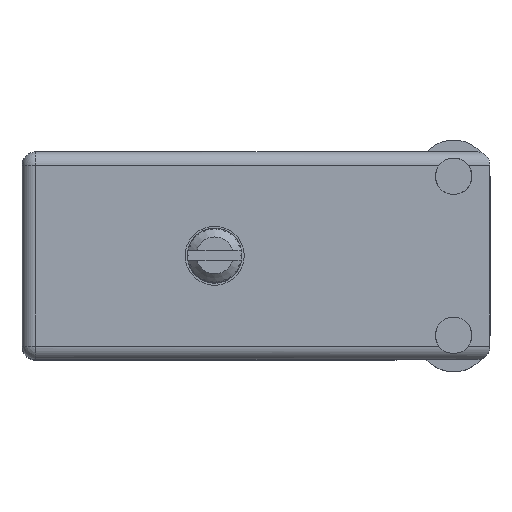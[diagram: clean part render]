
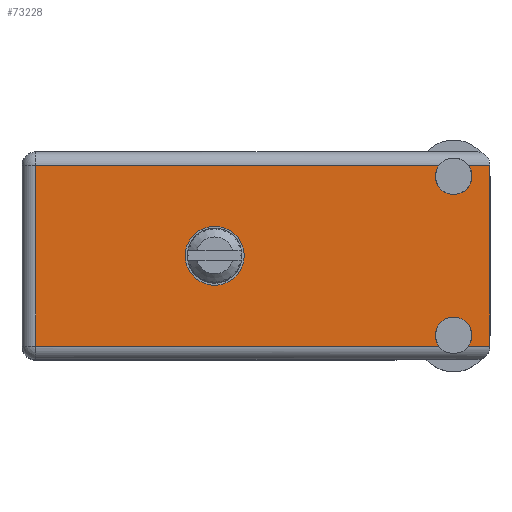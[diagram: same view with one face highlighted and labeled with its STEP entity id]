
A CAD part, top view. The second image highlights one B-rep face of the part: STEP entity #73228.
In plain terms, the highlighted face is planar.
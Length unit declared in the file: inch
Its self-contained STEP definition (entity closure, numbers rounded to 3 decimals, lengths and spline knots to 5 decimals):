
#5 = AXIS2_PLACEMENT_3D ( 'NONE', #102595, #87884, #160400 ) ;
#1200 = ORIENTED_EDGE ( 'NONE', *, *, #169417, .T. ) ;
#1689 = LINE ( 'NONE', #12526, #129588 ) ;
#8146 = DIRECTION ( 'NONE',  ( -1., 0., 0. ) ) ;
#9838 = FACE_BOUND ( 'NONE', #10813, .T. ) ;
#10171 = AXIS2_PLACEMENT_3D ( 'NONE', #93521, #147733, #23252 ) ;
#10813 = EDGE_LOOP ( 'NONE', ( #46572, #121609 ) ) ;
#12526 = CARTESIAN_POINT ( 'NONE',  ( 1.609, 0.906, -0.047 ) ) ;
#14103 = LINE ( 'NONE', #176347, #108876 ) ;
#15953 = CIRCLE ( 'NONE', #159011, 0.0625 ) ;
#16497 = CARTESIAN_POINT ( 'NONE',  ( 0.047, 0.906, -0.668 ) ) ;
#18419 = DIRECTION ( 'NONE',  ( 0., 0., 1. ) ) ;
#19020 = AXIS2_PLACEMENT_3D ( 'NONE', #137787, #53355, #151896 ) ;
#22524 = CARTESIAN_POINT ( 'NONE',  ( 1.484, 0.906, -0.1465 ) ) ;
#23252 = DIRECTION ( 'NONE',  ( 0., 0., 1. ) ) ;
#23397 = VERTEX_POINT ( 'NONE', #167602 ) ;
#26415 = DIRECTION ( 'NONE',  ( -1., 0., 0. ) ) ;
#28637 = CARTESIAN_POINT ( 'NONE',  ( 1.484, 0.906, -0.631 ) ) ;
#32669 = CARTESIAN_POINT ( 'NONE',  ( 0.6625, 0.906, -0.3575 ) ) ;
#33218 = CARTESIAN_POINT ( 'NONE',  ( 1.609, 0.906, 0. ) ) ;
#33400 = EDGE_CURVE ( 'NONE', #70523, #180832, #86927, .T. ) ;
#34996 = EDGE_CURVE ( 'NONE', #154560, #152842, #15953, .T. ) ;
#38835 = CIRCLE ( 'NONE', #116580, 0.1015 ) ;
#39116 = CARTESIAN_POINT ( 'NONE',  ( 1.609, 0.906, -0.047 ) ) ;
#40666 = ORIENTED_EDGE ( 'NONE', *, *, #97444, .F. ) ;
#43329 = CARTESIAN_POINT ( 'NONE',  ( 1.53437, 0.906, -0.047 ) ) ;
#44463 = VECTOR ( 'NONE', #8146, 39.37008 ) ;
#46572 = ORIENTED_EDGE ( 'NONE', *, *, #163064, .F. ) ;
#49734 = CARTESIAN_POINT ( 'NONE',  ( 0.6625, 0.906, -0.3575 ) ) ;
#50484 = CARTESIAN_POINT ( 'NONE',  ( 1.43363, 0.906, -0.668 ) ) ;
#53355 = DIRECTION ( 'NONE',  ( 0., 1., 0. ) ) ;
#53391 = VERTEX_POINT ( 'NONE', #96564 ) ;
#54438 = ORIENTED_EDGE ( 'NONE', *, *, #143973, .F. ) ;
#55215 = VECTOR ( 'NONE', #18419, 39.37008 ) ;
#56993 = DIRECTION ( 'NONE',  ( 0., 1., 0. ) ) ;
#62747 = EDGE_CURVE ( 'NONE', #154560, #154896, #82000, .T. ) ;
#64824 = ORIENTED_EDGE ( 'NONE', *, *, #80436, .T. ) ;
#64882 = CARTESIAN_POINT ( 'NONE',  ( 0., 0.906, -0.668 ) ) ;
#65902 = CIRCLE ( 'NONE', #19020, 0.0625 ) ;
#70523 = VERTEX_POINT ( 'NONE', #43329 ) ;
#71696 = ORIENTED_EDGE ( 'NONE', *, *, #34996, .F. ) ;
#73228 = ADVANCED_FACE ( 'NONE', ( #9838, #122318 ), #89682, .T. ) ;
#74347 = CARTESIAN_POINT ( 'NONE',  ( 1.53437, 0.906, -0.668 ) ) ;
#79379 = DIRECTION ( 'NONE',  ( 0., 1., 0. ) ) ;
#80358 = CIRCLE ( 'NONE', #123997, 0.1015 ) ;
#80436 = EDGE_CURVE ( 'NONE', #115301, #101301, #170168, .T. ) ;
#82000 = LINE ( 'NONE', #64882, #44463 ) ;
#84269 = CARTESIAN_POINT ( 'NONE',  ( 1.609, 0.906, -0.668 ) ) ;
#86927 = CIRCLE ( 'NONE', #10171, 0.0625 ) ;
#87084 = EDGE_CURVE ( 'NONE', #70523, #153170, #1689, .T. ) ;
#87884 = DIRECTION ( 'NONE',  ( 0., 1., 0. ) ) ;
#89037 = DIRECTION ( 'NONE',  ( 0., 1., 0. ) ) ;
#89682 = PLANE ( 'NONE',  #5 ) ;
#89991 = DIRECTION ( 'NONE',  ( 0., 0., 1. ) ) ;
#90238 = CARTESIAN_POINT ( 'NONE',  ( 1.484, 0.906, -0.084 ) ) ;
#93254 = DIRECTION ( 'NONE',  ( 0., 0., 1. ) ) ;
#93521 = CARTESIAN_POINT ( 'NONE',  ( 1.484, 0.906, -0.084 ) ) ;
#95042 = VECTOR ( 'NONE', #149451, 39.37008 ) ;
#95339 = EDGE_CURVE ( 'NONE', #115301, #153170, #130192, .T. ) ;
#96564 = CARTESIAN_POINT ( 'NONE',  ( 0.047, 0.906, -0.047 ) ) ;
#97444 = EDGE_CURVE ( 'NONE', #152842, #101301, #65902, .T. ) ;
#99741 = VERTEX_POINT ( 'NONE', #111449 ) ;
#101301 = VERTEX_POINT ( 'NONE', #74347 ) ;
#102595 = CARTESIAN_POINT ( 'NONE',  ( 0., 0.906, -0.715 ) ) ;
#102937 = VERTEX_POINT ( 'NONE', #160139 ) ;
#103631 = LINE ( 'NONE', #39116, #95042 ) ;
#108733 = ORIENTED_EDGE ( 'NONE', *, *, #87084, .T. ) ;
#108876 = VECTOR ( 'NONE', #93254, 39.37008 ) ;
#110388 = CIRCLE ( 'NONE', #171858, 0.0625 ) ;
#111282 = ORIENTED_EDGE ( 'NONE', *, *, #62747, .T. ) ;
#111449 = CARTESIAN_POINT ( 'NONE',  ( 0.6625, 0.906, -0.459 ) ) ;
#115301 = VERTEX_POINT ( 'NONE', #84269 ) ;
#116580 = AXIS2_PLACEMENT_3D ( 'NONE', #32669, #144207, #89991 ) ;
#120622 = DIRECTION ( 'NONE',  ( 0., 0., 1. ) ) ;
#121609 = ORIENTED_EDGE ( 'NONE', *, *, #152440, .F. ) ;
#122318 = FACE_OUTER_BOUND ( 'NONE', #157502, .T. ) ;
#123997 = AXIS2_PLACEMENT_3D ( 'NONE', #49734, #79379, #120622 ) ;
#124518 = ORIENTED_EDGE ( 'NONE', *, *, #155880, .T. ) ;
#129588 = VECTOR ( 'NONE', #138277, 39.37008 ) ;
#130192 = LINE ( 'NONE', #33218, #55215 ) ;
#137787 = CARTESIAN_POINT ( 'NONE',  ( 1.484, 0.906, -0.631 ) ) ;
#138277 = DIRECTION ( 'NONE',  ( 1., 0., 0. ) ) ;
#141704 = ORIENTED_EDGE ( 'NONE', *, *, #33400, .F. ) ;
#143851 = CARTESIAN_POINT ( 'NONE',  ( 1.609, 0.906, -0.047 ) ) ;
#143973 = EDGE_CURVE ( 'NONE', #180832, #23397, #110388, .T. ) ;
#144207 = DIRECTION ( 'NONE',  ( 0., 1., 0. ) ) ;
#145071 = DIRECTION ( 'NONE',  ( 0., 0., 1. ) ) ;
#146012 = VECTOR ( 'NONE', #26415, 39.37008 ) ;
#147733 = DIRECTION ( 'NONE',  ( 0., 1., 0. ) ) ;
#149451 = DIRECTION ( 'NONE',  ( 1., 0., 0. ) ) ;
#151896 = DIRECTION ( 'NONE',  ( 0., 0., 1. ) ) ;
#152440 = EDGE_CURVE ( 'NONE', #99741, #102937, #38835, .T. ) ;
#152842 = VERTEX_POINT ( 'NONE', #158074 ) ;
#153170 = VERTEX_POINT ( 'NONE', #143851 ) ;
#154494 = CARTESIAN_POINT ( 'NONE',  ( 0., 0.906, -0.668 ) ) ;
#154560 = VERTEX_POINT ( 'NONE', #50484 ) ;
#154896 = VERTEX_POINT ( 'NONE', #16497 ) ;
#155880 = EDGE_CURVE ( 'NONE', #154896, #53391, #14103, .T. ) ;
#157021 = ORIENTED_EDGE ( 'NONE', *, *, #95339, .F. ) ;
#157502 = EDGE_LOOP ( 'NONE', ( #1200, #54438, #141704, #108733, #157021, #64824, #40666, #71696, #111282, #124518 ) ) ;
#158074 = CARTESIAN_POINT ( 'NONE',  ( 1.484, 0.906, -0.5685 ) ) ;
#159011 = AXIS2_PLACEMENT_3D ( 'NONE', #28637, #56993, #171512 ) ;
#160139 = CARTESIAN_POINT ( 'NONE',  ( 0.6625, 0.906, -0.256 ) ) ;
#160400 = DIRECTION ( 'NONE',  ( 0., 0., 1. ) ) ;
#163064 = EDGE_CURVE ( 'NONE', #102937, #99741, #80358, .T. ) ;
#167602 = CARTESIAN_POINT ( 'NONE',  ( 1.43363, 0.906, -0.047 ) ) ;
#169417 = EDGE_CURVE ( 'NONE', #53391, #23397, #103631, .T. ) ;
#170168 = LINE ( 'NONE', #154494, #146012 ) ;
#171512 = DIRECTION ( 'NONE',  ( 0., 0., 1. ) ) ;
#171858 = AXIS2_PLACEMENT_3D ( 'NONE', #90238, #89037, #145071 ) ;
#176347 = CARTESIAN_POINT ( 'NONE',  ( 0.047, 0.906, -0.715 ) ) ;
#180832 = VERTEX_POINT ( 'NONE', #22524 ) ;
